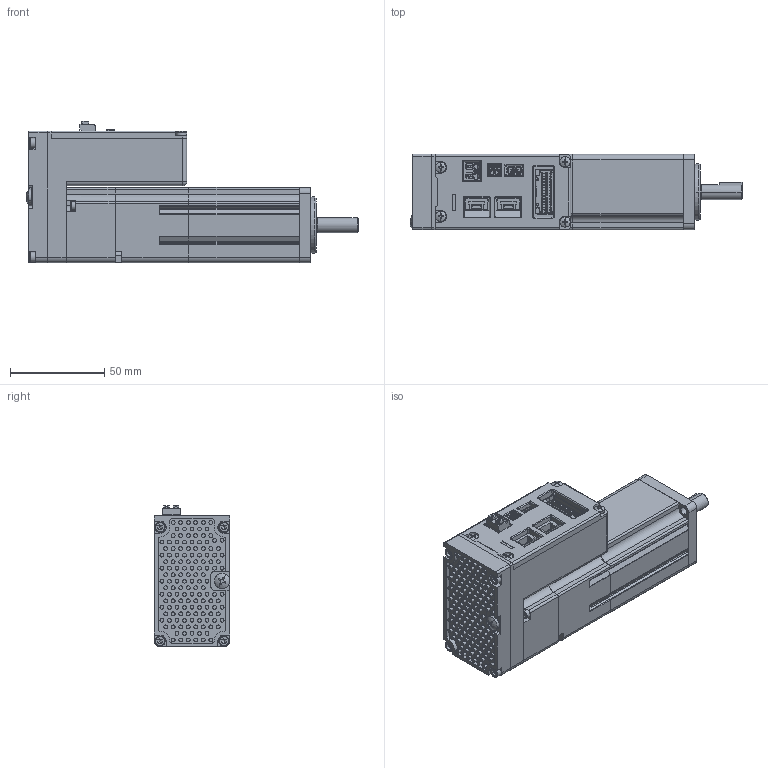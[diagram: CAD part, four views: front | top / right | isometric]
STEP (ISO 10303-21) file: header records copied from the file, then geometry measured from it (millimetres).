
FILE_DESCRIPTION (( 'STEP AP214' ), '1' );
FILE_NAME ('MDX40 100W-B IP20 RC(B).STEP', '2023-11-27T02:18:17', ( '' ), ( '' ), 'SwSTEP 2.0', 'SolidWorks 2015', '' );
FILE_SCHEMA (( 'AUTOMOTIVE_DESIGN' ));
Length unit declared in the file: millimetre
Products named in the file (1): MDX40 100W-B IP20 RC(B)
Bounding box: 176.36 x 40.01 x 75.2 mm (x, y, z)
Surface area: 50282.5 mm2 (no closed solid volume)
Topology: 0 solids, 59 shells, 1568 faces, 5476 edges, 4007 vertices
Faces by surface type: plane 802, cylinder 631, bspline 56, cone 40, torus 27, sphere 12
Entity records: 78799 total; most frequent: CARTESIAN_POINT 15174, DIRECTION 9785, ORIENTED_EDGE 8427, EDGE_CURVE 5450, VERTEX_POINT 4007, VECTOR 3457, LINE 3457, AXIS2_PLACEMENT_3D 3164
